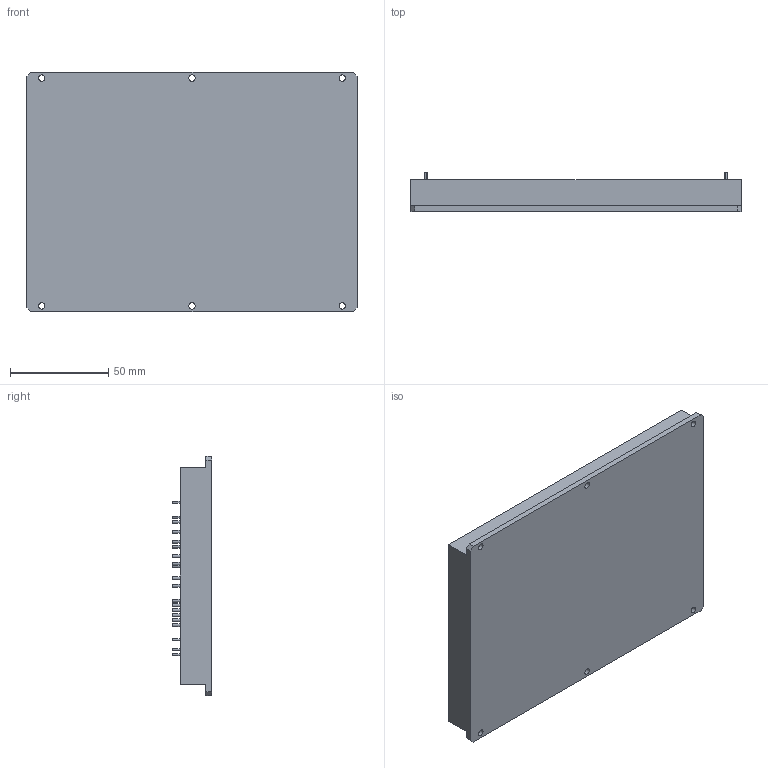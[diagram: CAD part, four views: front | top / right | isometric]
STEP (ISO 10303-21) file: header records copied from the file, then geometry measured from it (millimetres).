
FILE_DESCRIPTION(('STEP AP214'), '1');
FILE_NAME('TESAV1000-230WSxx-F8-õU', '', ('UNSPECIFIED'), ('UNSPECIFIED'), 'ASCON STEP Converter 1.3', 'ASCON Math Kernel', '');
FILE_SCHEMA(('AUTOMOTIVE_DESIGN { 1 0 10303 214 3 1 1}'));
Length unit declared in the file: millimetre
Bounding box: 168 x 20 x 122 mm (x, y, z)
Volume: 301692.8 mm3; surface area: 50420.8 mm2
Topology: 1 solids, 1 shells, 1717 faces, 4935 edges, 3290 vertices
Faces by surface type: cylinder 906, plane 811
Full cylindrical faces by diameter (mm): 1 x7, 1.5 x16, 3.2 x6
Entity records: 70475 total; most frequent: DIRECTION 10154, CARTESIAN_POINT 9914, ORIENTED_EDGE 9812, EDGE_CURVE 4906, AXIS2_PLACEMENT_3D 3530, VERTEX_POINT 3290, LINE 3094, VECTOR 3094
